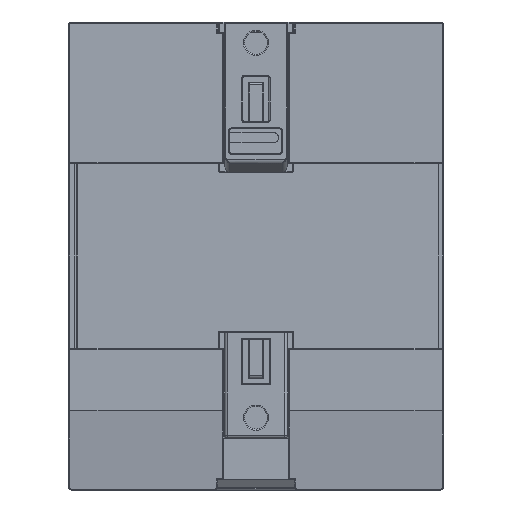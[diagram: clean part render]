
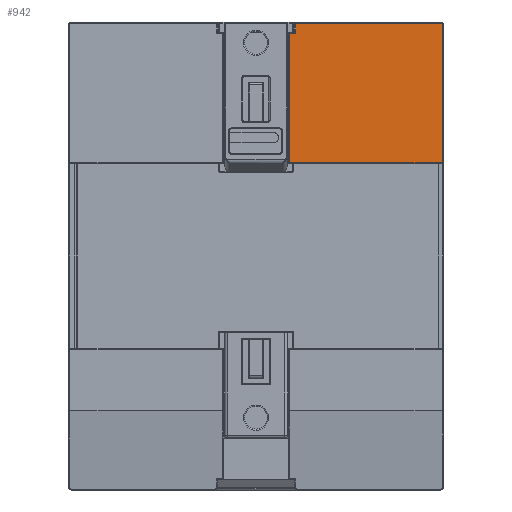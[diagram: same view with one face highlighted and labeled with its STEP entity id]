
A CAD part, front view. The second image highlights one B-rep face of the part: STEP entity #942.
In plain terms, the highlighted planar face has unit normal (0, -1, 0).
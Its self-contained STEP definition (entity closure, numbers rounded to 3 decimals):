
#942 = ADVANCED_FACE ( 'NONE', ( #32270 ), #38548, .T. ) ;
#2549 = VERTEX_POINT ( 'NONE', #25138 ) ;
#3939 = VERTEX_POINT ( 'NONE', #38285 ) ;
#4408 = CARTESIAN_POINT ( 'NONE',  ( 28.162, 78.733, -36.339 ) ) ;
#4684 = CARTESIAN_POINT ( 'NONE',  ( 99.962, 78.733, -63.189 ) ) ;
#5050 = DIRECTION ( 'NONE',  ( 0., 0., 1. ) ) ;
#6327 = EDGE_CURVE ( 'NONE', #23624, #3939, #16969, .T. ) ;
#7462 = VERTEX_POINT ( 'NONE', #35844 ) ;
#7735 = LINE ( 'NONE', #10359, #20198 ) ;
#9017 = LINE ( 'NONE', #36219, #18916 ) ;
#9170 = ORIENTED_EDGE ( 'NONE', *, *, #24195, .T. ) ;
#9413 = ORIENTED_EDGE ( 'NONE', *, *, #24194, .T. ) ;
#9448 = DIRECTION ( 'NONE',  ( 0., 0., -1. ) ) ;
#9964 = AXIS2_PLACEMENT_3D ( 'NONE', #27927, #30573, #9448 ) ;
#10359 = CARTESIAN_POINT ( 'NONE',  ( 70.562, 78.733, -63.389 ) ) ;
#10579 = ORIENTED_EDGE ( 'NONE', *, *, #6327, .T. ) ;
#12772 = EDGE_CURVE ( 'NONE', #17357, #7462, #23337, .T. ) ;
#15441 = ORIENTED_EDGE ( 'NONE', *, *, #18291, .T. ) ;
#16969 = LINE ( 'NONE', #4408, #30782 ) ;
#17231 = EDGE_CURVE ( 'NONE', #2549, #31639, #21977, .T. ) ;
#17257 = VECTOR ( 'NONE', #28458, 1000. ) ;
#17345 = CARTESIAN_POINT ( 'NONE',  ( 70.562, 78.733, -38.339 ) ) ;
#17357 = VERTEX_POINT ( 'NONE', #4684 ) ;
#17775 = DIRECTION ( 'NONE',  ( -1., 0., 0. ) ) ;
#18291 = EDGE_CURVE ( 'NONE', #37461, #17357, #23875, .T. ) ;
#18916 = VECTOR ( 'NONE', #17775, 1000. ) ;
#19136 = CARTESIAN_POINT ( 'NONE',  ( 71.812, 78.733, -38.139 ) ) ;
#19745 = DIRECTION ( 'NONE',  ( 0., 0., -1. ) ) ;
#20183 = VERTEX_POINT ( 'NONE', #17345 ) ;
#20198 = VECTOR ( 'NONE', #38778, 1000. ) ;
#20902 = ORIENTED_EDGE ( 'NONE', *, *, #26555, .T. ) ;
#21905 = CARTESIAN_POINT ( 'NONE',  ( 70.562, 78.733, -63.189 ) ) ;
#21977 = LINE ( 'NONE', #19136, #17257 ) ;
#22984 = DIRECTION ( 'NONE',  ( 0., -1., 0. ) ) ;
#23337 = LINE ( 'NONE', #27169, #23602 ) ;
#23472 = CARTESIAN_POINT ( 'NONE',  ( 71.812, 78.733, -38.339 ) ) ;
#23540 = DIRECTION ( 'NONE',  ( 0., 0., -1. ) ) ;
#23602 = VECTOR ( 'NONE', #5050, 1000. ) ;
#23624 = VERTEX_POINT ( 'NONE', #30162 ) ;
#23652 = EDGE_CURVE ( 'NONE', #31639, #20183, #9017, .T. ) ;
#23875 = LINE ( 'NONE', #30163, #28336 ) ;
#24194 = EDGE_CURVE ( 'NONE', #20183, #37461, #7735, .T. ) ;
#24195 = EDGE_CURVE ( 'NONE', #3939, #2549, #26709, .T. ) ;
#24249 = CIRCLE ( 'NONE', #9964, 0.3 ) ;
#24540 = EDGE_LOOP ( 'NONE', ( #31436, #20902, #10579, #9170, #28434, #39140, #9413, #15441 ) ) ;
#25138 = CARTESIAN_POINT ( 'NONE',  ( 71.812, 78.733, -36.639 ) ) ;
#26555 = EDGE_CURVE ( 'NONE', #7462, #23624, #24249, .T. ) ;
#26709 = CIRCLE ( 'NONE', #38354, 0.3 ) ;
#27114 = DIRECTION ( 'NONE',  ( 1., 0., 0. ) ) ;
#27169 = CARTESIAN_POINT ( 'NONE',  ( 99.962, 78.733, -36.639 ) ) ;
#27927 = CARTESIAN_POINT ( 'NONE',  ( 99.662, 78.733, -36.639 ) ) ;
#28336 = VECTOR ( 'NONE', #27114, 1000. ) ;
#28434 = ORIENTED_EDGE ( 'NONE', *, *, #17231, .T. ) ;
#28458 = DIRECTION ( 'NONE',  ( 0., 0., -1. ) ) ;
#29439 = DIRECTION ( 'NONE',  ( 0., -1., 0. ) ) ;
#30162 = CARTESIAN_POINT ( 'NONE',  ( 99.662, 78.733, -36.339 ) ) ;
#30163 = CARTESIAN_POINT ( 'NONE',  ( 28.162, 78.733, -63.189 ) ) ;
#30573 = DIRECTION ( 'NONE',  ( 0., -1., 0. ) ) ;
#30782 = VECTOR ( 'NONE', #38885, 1000. ) ;
#31436 = ORIENTED_EDGE ( 'NONE', *, *, #12772, .T. ) ;
#31639 = VERTEX_POINT ( 'NONE', #23472 ) ;
#32270 = FACE_OUTER_BOUND ( 'NONE', #24540, .T. ) ;
#33154 = AXIS2_PLACEMENT_3D ( 'NONE', #35503, #29439, #23540 ) ;
#35118 = CARTESIAN_POINT ( 'NONE',  ( 72.112, 78.733, -36.639 ) ) ;
#35503 = CARTESIAN_POINT ( 'NONE',  ( 28.162, 78.733, -36.139 ) ) ;
#35844 = CARTESIAN_POINT ( 'NONE',  ( 99.962, 78.733, -36.639 ) ) ;
#36219 = CARTESIAN_POINT ( 'NONE',  ( 28.162, 78.733, -38.339 ) ) ;
#37461 = VERTEX_POINT ( 'NONE', #21905 ) ;
#38285 = CARTESIAN_POINT ( 'NONE',  ( 72.112, 78.733, -36.339 ) ) ;
#38354 = AXIS2_PLACEMENT_3D ( 'NONE', #35118, #22984, #19745 ) ;
#38548 = PLANE ( 'NONE',  #33154 ) ;
#38778 = DIRECTION ( 'NONE',  ( 0., 0., -1. ) ) ;
#38885 = DIRECTION ( 'NONE',  ( -1., 0., 0. ) ) ;
#39140 = ORIENTED_EDGE ( 'NONE', *, *, #23652, .T. ) ;
